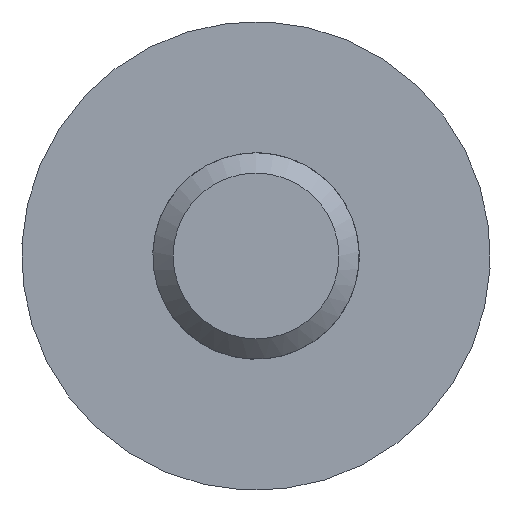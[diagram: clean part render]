
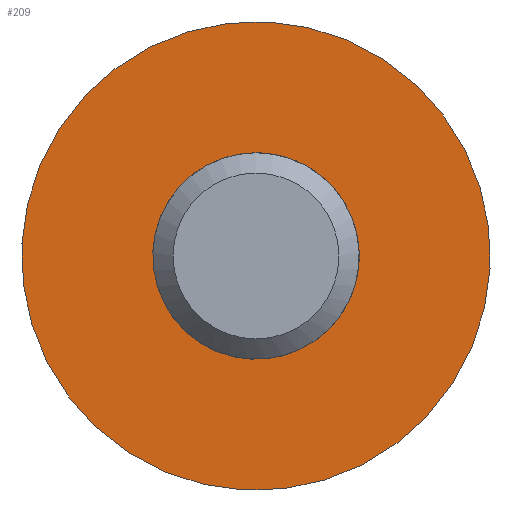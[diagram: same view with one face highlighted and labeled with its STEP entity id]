
A CAD part, front view. The second image highlights one B-rep face of the part: STEP entity #209.
In plain terms, the highlighted planar face has unit normal (0, -1, 0).
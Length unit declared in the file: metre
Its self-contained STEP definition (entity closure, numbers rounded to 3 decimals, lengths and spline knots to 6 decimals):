
#59=PLANE('',#241);
#73=ORIENTED_EDGE('',*,*,#117,.F.);
#74=ORIENTED_EDGE('',*,*,#118,.T.);
#117=EDGE_CURVE('',#141,#141,#159,.T.);
#118=EDGE_CURVE('',#142,#142,#160,.T.);
#141=VERTEX_POINT('',#318);
#142=VERTEX_POINT('',#321);
#159=CIRCLE('',#235,0.002019);
#160=CIRCLE('',#237,0.004585);
#169=EDGE_LOOP('',(#73));
#170=EDGE_LOOP('',(#74));
#189=FACE_BOUND('',#169,.T.);
#190=FACE_BOUND('',#170,.T.);
#209=ADVANCED_FACE('',(#189,#190),#59,.F.);
#235=AXIS2_PLACEMENT_3D('',#317,#259,#260);
#237=AXIS2_PLACEMENT_3D('',#320,#263,#264);
#241=AXIS2_PLACEMENT_3D('',#327,#271,#272);
#259=DIRECTION('',(0.,-1.,0.));
#260=DIRECTION('',(-0.891,0.,-0.454));
#263=DIRECTION('',(0.,-1.,0.));
#264=DIRECTION('',(-0.891,0.,-0.454));
#271=DIRECTION('',(0.,1.,0.));
#272=DIRECTION('',(0.454,0.,-0.891));
#317=CARTESIAN_POINT('',(-0.07537,-0.167276,0.0335));
#318=CARTESIAN_POINT('',(-0.077169,-0.167276,0.032584));
#320=CARTESIAN_POINT('',(-0.07537,-0.167276,0.0335));
#321=CARTESIAN_POINT('',(-0.079455,-0.167276,0.031419));
#327=CARTESIAN_POINT('',(-0.07537,-0.167276,0.0335));
